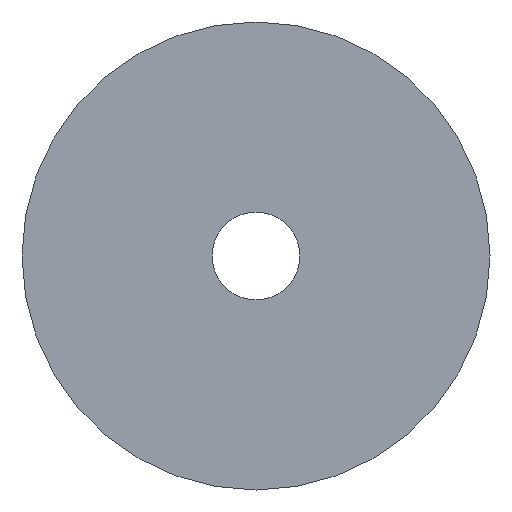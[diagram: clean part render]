
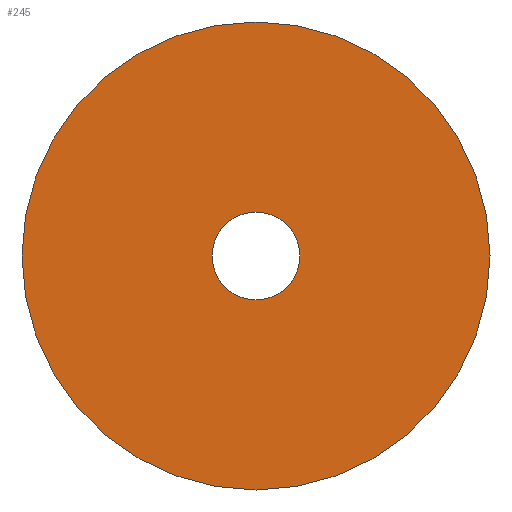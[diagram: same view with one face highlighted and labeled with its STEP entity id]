
A CAD part, front view. The second image highlights one B-rep face of the part: STEP entity #245.
In plain terms, the highlighted planar face has unit normal (0, -1, 0).
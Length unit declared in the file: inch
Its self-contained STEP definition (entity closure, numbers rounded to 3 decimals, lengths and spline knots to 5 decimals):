
#1 = DIRECTION ( 'NONE',  ( 0., 1., 0. ) ) ;
#32 = CIRCLE ( 'NONE', #89, 0.188 ) ;
#40 = VERTEX_POINT ( 'NONE', #71 ) ;
#44 = EDGE_CURVE ( 'NONE', #357, #318, #62, .T. ) ;
#48 = PLANE ( 'NONE',  #169 ) ;
#54 = FACE_BOUND ( 'NONE', #63, .T. ) ;
#62 = CIRCLE ( 'NONE', #112, 0.188 ) ;
#63 = EDGE_LOOP ( 'NONE', ( #136, #235 ) ) ;
#66 = ORIENTED_EDGE ( 'NONE', *, *, #86, .F. ) ;
#71 = CARTESIAN_POINT ( 'NONE',  ( 0., 0., -1.0025 ) ) ;
#86 = EDGE_CURVE ( 'NONE', #40, #159, #285, .T. ) ;
#89 = AXIS2_PLACEMENT_3D ( 'NONE', #99, #290, #407 ) ;
#97 = DIRECTION ( 'NONE',  ( 0., 0., 1. ) ) ;
#99 = CARTESIAN_POINT ( 'NONE',  ( 0., 0., 0. ) ) ;
#112 = AXIS2_PLACEMENT_3D ( 'NONE', #160, #350, #97 ) ;
#118 = CIRCLE ( 'NONE', #207, 1.0025 ) ;
#130 = CARTESIAN_POINT ( 'NONE',  ( 0., 0., 0. ) ) ;
#136 = ORIENTED_EDGE ( 'NONE', *, *, #44, .T. ) ;
#143 = EDGE_LOOP ( 'NONE', ( #66, #330 ) ) ;
#151 = EDGE_CURVE ( 'NONE', #318, #357, #32, .T. ) ;
#159 = VERTEX_POINT ( 'NONE', #168 ) ;
#160 = CARTESIAN_POINT ( 'NONE',  ( 0., 0., 0. ) ) ;
#168 = CARTESIAN_POINT ( 'NONE',  ( 0., 0., 1.0025 ) ) ;
#169 = AXIS2_PLACEMENT_3D ( 'NONE', #181, #302, #336 ) ;
#181 = CARTESIAN_POINT ( 'NONE',  ( 0., 0., 0. ) ) ;
#207 = AXIS2_PLACEMENT_3D ( 'NONE', #130, #217, #380 ) ;
#217 = DIRECTION ( 'NONE',  ( 0., 1., 0. ) ) ;
#235 = ORIENTED_EDGE ( 'NONE', *, *, #151, .T. ) ;
#245 = ADVANCED_FACE ( 'NONE', ( #54, #305 ), #48, .F. ) ;
#285 = CIRCLE ( 'NONE', #338, 1.0025 ) ;
#290 = DIRECTION ( 'NONE',  ( 0., 1., 0. ) ) ;
#302 = DIRECTION ( 'NONE',  ( 0., 1., 0. ) ) ;
#305 = FACE_OUTER_BOUND ( 'NONE', #143, .T. ) ;
#310 = CARTESIAN_POINT ( 'NONE',  ( 0., 0., 0.188 ) ) ;
#318 = VERTEX_POINT ( 'NONE', #386 ) ;
#330 = ORIENTED_EDGE ( 'NONE', *, *, #366, .F. ) ;
#331 = CARTESIAN_POINT ( 'NONE',  ( 0., 0., 0. ) ) ;
#336 = DIRECTION ( 'NONE',  ( 0., 0., 1. ) ) ;
#338 = AXIS2_PLACEMENT_3D ( 'NONE', #331, #1, #404 ) ;
#350 = DIRECTION ( 'NONE',  ( 0., 1., 0. ) ) ;
#357 = VERTEX_POINT ( 'NONE', #310 ) ;
#366 = EDGE_CURVE ( 'NONE', #159, #40, #118, .T. ) ;
#380 = DIRECTION ( 'NONE',  ( 0., 0., 1. ) ) ;
#386 = CARTESIAN_POINT ( 'NONE',  ( 0., 0., -0.188 ) ) ;
#404 = DIRECTION ( 'NONE',  ( 0., 0., 1. ) ) ;
#407 = DIRECTION ( 'NONE',  ( 0., 0., 1. ) ) ;
